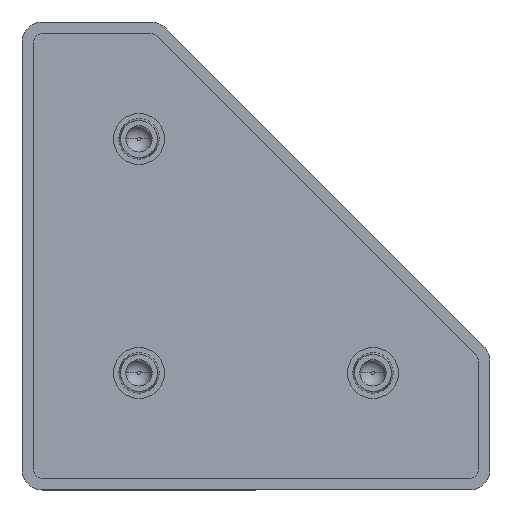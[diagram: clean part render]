
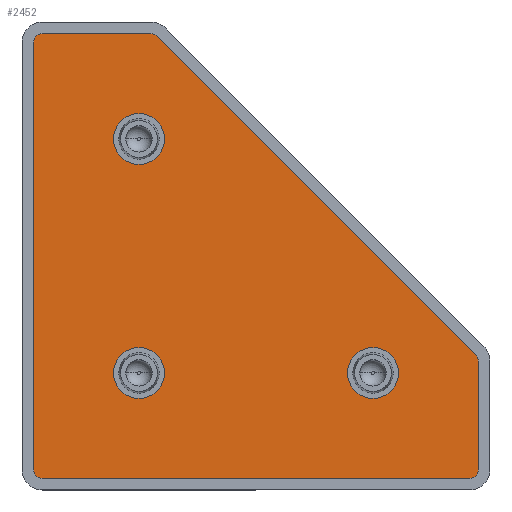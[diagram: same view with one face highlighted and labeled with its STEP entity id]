
A CAD part, top view. The second image highlights one B-rep face of the part: STEP entity #2452.
In plain terms, the highlighted planar face has unit normal (0, 0, 1).
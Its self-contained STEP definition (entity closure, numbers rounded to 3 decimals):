
#1 = CARTESIAN_POINT ( 'NONE',  ( -20., -20., -2. ) ) ;
#6 = AXIS2_PLACEMENT_3D ( 'NONE', #701, #1490, #936 ) ;
#8 = VERTEX_POINT ( 'NONE', #1945 ) ;
#17 = VECTOR ( 'NONE', #860, 1000. ) ;
#44 = AXIS2_PLACEMENT_3D ( 'NONE', #1, #582, #186 ) ;
#70 = EDGE_CURVE ( 'NONE', #876, #2222, #2208, .T. ) ;
#76 = DIRECTION ( 'NONE',  ( 0., 0., 1. ) ) ;
#104 = EDGE_LOOP ( 'NONE', ( #1380, #1603 ) ) ;
#111 = DIRECTION ( 'NONE',  ( 0., 0., -1. ) ) ;
#122 = DIRECTION ( 'NONE',  ( 1., 0., 0. ) ) ;
#186 = DIRECTION ( 'NONE',  ( 1., 0., 0. ) ) ;
#192 = EDGE_CURVE ( 'NONE', #8, #246, #498, .T. ) ;
#229 = EDGE_CURVE ( 'NONE', #2532, #2138, #1747, .T. ) ;
#246 = VERTEX_POINT ( 'NONE', #2510 ) ;
#248 = VECTOR ( 'NONE', #639, 1000. ) ;
#293 = CARTESIAN_POINT ( 'NONE',  ( -16.913, 37.561, -2. ) ) ;
#302 = EDGE_CURVE ( 'NONE', #457, #8, #1664, .T. ) ;
#317 = CARTESIAN_POINT ( 'NONE',  ( 38., -17.974, -2. ) ) ;
#320 = ORIENTED_EDGE ( 'NONE', *, *, #2316, .T. ) ;
#360 = DIRECTION ( 'NONE',  ( 0., 0., -1. ) ) ;
#367 = VERTEX_POINT ( 'NONE', #1280 ) ;
#375 = EDGE_CURVE ( 'NONE', #398, #2493, #931, .T. ) ;
#382 = AXIS2_PLACEMENT_3D ( 'NONE', #1676, #1425, #1054 ) ;
#398 = VERTEX_POINT ( 'NONE', #317 ) ;
#401 = DIRECTION ( 'NONE',  ( -0.707, 0.707, 0. ) ) ;
#457 = VERTEX_POINT ( 'NONE', #293 ) ;
#461 = LINE ( 'NONE', #1028, #248 ) ;
#498 = LINE ( 'NONE', #1267, #1662 ) ;
#500 = CARTESIAN_POINT ( 'NONE',  ( 36.5, -17.974, -2. ) ) ;
#514 = PLANE ( 'NONE',  #822 ) ;
#535 = CARTESIAN_POINT ( 'NONE',  ( -17.974, 36.5, -2. ) ) ;
#555 = CARTESIAN_POINT ( 'NONE',  ( -20., 20., -2. ) ) ;
#562 = ORIENTED_EDGE ( 'NONE', *, *, #1740, .T. ) ;
#582 = DIRECTION ( 'NONE',  ( 0., 0., -1. ) ) ;
#585 = EDGE_CURVE ( 'NONE', #2153, #1515, #2132, .T. ) ;
#596 = ORIENTED_EDGE ( 'NONE', *, *, #740, .T. ) ;
#602 = CARTESIAN_POINT ( 'NONE',  ( -36.5, -36.5, -2. ) ) ;
#626 = DIRECTION ( 'NONE',  ( -1., 0., 0. ) ) ;
#639 = DIRECTION ( 'NONE',  ( 0., -1., 0. ) ) ;
#675 = CARTESIAN_POINT ( 'NONE',  ( 38., -36.5, -2. ) ) ;
#701 = CARTESIAN_POINT ( 'NONE',  ( -36.5, 36.5, -2. ) ) ;
#717 = CIRCLE ( 'NONE', #2497, 4.35 ) ;
#727 = AXIS2_PLACEMENT_3D ( 'NONE', #2113, #2537, #2104 ) ;
#737 = ORIENTED_EDGE ( 'NONE', *, *, #1413, .T. ) ;
#740 = EDGE_CURVE ( 'NONE', #246, #998, #1100, .T. ) ;
#793 = EDGE_LOOP ( 'NONE', ( #2148, #596, #562, #1486, #737, #2320, #320, #2134, #2019, #948 ) ) ;
#794 = EDGE_LOOP ( 'NONE', ( #1073, #1342 ) ) ;
#811 = CIRCLE ( 'NONE', #1092, 4.35 ) ;
#816 = DIRECTION ( 'NONE',  ( 1., 0., 0. ) ) ;
#822 = AXIS2_PLACEMENT_3D ( 'NONE', #1528, #2478, #1322 ) ;
#860 = DIRECTION ( 'NONE',  ( 0., 1., 0. ) ) ;
#876 = VERTEX_POINT ( 'NONE', #1898 ) ;
#910 = EDGE_CURVE ( 'NONE', #2138, #2532, #811, .T. ) ;
#928 = VERTEX_POINT ( 'NONE', #1712 ) ;
#931 = CIRCLE ( 'NONE', #1340, 1.5 ) ;
#936 = DIRECTION ( 'NONE',  ( -1., 0., 0. ) ) ;
#948 = ORIENTED_EDGE ( 'NONE', *, *, #302, .T. ) ;
#951 = DIRECTION ( 'NONE',  ( 0., 0., 1. ) ) ;
#998 = VERTEX_POINT ( 'NONE', #2362 ) ;
#1002 = LINE ( 'NONE', #1565, #2170 ) ;
#1003 = DIRECTION ( 'NONE',  ( 0., 0., -1. ) ) ;
#1026 = CARTESIAN_POINT ( 'NONE',  ( -24.35, -20., -2. ) ) ;
#1028 = CARTESIAN_POINT ( 'NONE',  ( -38., 36.5, -2. ) ) ;
#1054 = DIRECTION ( 'NONE',  ( -1., 0., 0. ) ) ;
#1073 = ORIENTED_EDGE ( 'NONE', *, *, #1772, .T. ) ;
#1092 = AXIS2_PLACEMENT_3D ( 'NONE', #1289, #360, #2088 ) ;
#1093 = CARTESIAN_POINT ( 'NONE',  ( -36.5, -38., -2. ) ) ;
#1100 = CIRCLE ( 'NONE', #6, 1.5 ) ;
#1113 = EDGE_LOOP ( 'NONE', ( #1207, #1321 ) ) ;
#1135 = FACE_BOUND ( 'NONE', #104, .T. ) ;
#1166 = AXIS2_PLACEMENT_3D ( 'NONE', #2400, #1003, #816 ) ;
#1207 = ORIENTED_EDGE ( 'NONE', *, *, #229, .T. ) ;
#1254 = AXIS2_PLACEMENT_3D ( 'NONE', #535, #951, #1306 ) ;
#1267 = CARTESIAN_POINT ( 'NONE',  ( -17.974, 38., -2. ) ) ;
#1280 = CARTESIAN_POINT ( 'NONE',  ( 36.5, -38., -2. ) ) ;
#1289 = CARTESIAN_POINT ( 'NONE',  ( 20., -20., -2. ) ) ;
#1306 = DIRECTION ( 'NONE',  ( -1., 0., 0. ) ) ;
#1310 = CARTESIAN_POINT ( 'NONE',  ( 37.561, -16.913, -2. ) ) ;
#1311 = EDGE_CURVE ( 'NONE', #2493, #457, #1002, .T. ) ;
#1321 = ORIENTED_EDGE ( 'NONE', *, *, #910, .T. ) ;
#1322 = DIRECTION ( 'NONE',  ( 1., 0., 0. ) ) ;
#1340 = AXIS2_PLACEMENT_3D ( 'NONE', #500, #2066, #2438 ) ;
#1342 = ORIENTED_EDGE ( 'NONE', *, *, #1530, .T. ) ;
#1364 = CARTESIAN_POINT ( 'NONE',  ( -36.5, -38., -2. ) ) ;
#1380 = ORIENTED_EDGE ( 'NONE', *, *, #70, .T. ) ;
#1400 = CARTESIAN_POINT ( 'NONE',  ( -15.65, 20., -2. ) ) ;
#1413 = EDGE_CURVE ( 'NONE', #1515, #367, #2398, .T. ) ;
#1425 = DIRECTION ( 'NONE',  ( 0., 0., 1. ) ) ;
#1478 = CIRCLE ( 'NONE', #382, 1.5 ) ;
#1485 = CARTESIAN_POINT ( 'NONE',  ( -20., -20., -2. ) ) ;
#1486 = ORIENTED_EDGE ( 'NONE', *, *, #585, .T. ) ;
#1488 = VERTEX_POINT ( 'NONE', #2058 ) ;
#1490 = DIRECTION ( 'NONE',  ( 0., 0., 1. ) ) ;
#1511 = AXIS2_PLACEMENT_3D ( 'NONE', #602, #76, #626 ) ;
#1515 = VERTEX_POINT ( 'NONE', #1364 ) ;
#1528 = CARTESIAN_POINT ( 'NONE',  ( -6.84, -6.84, -2. ) ) ;
#1530 = EDGE_CURVE ( 'NONE', #928, #2190, #717, .T. ) ;
#1565 = CARTESIAN_POINT ( 'NONE',  ( 37.561, -16.913, -2. ) ) ;
#1580 = EDGE_CURVE ( 'NONE', #2222, #876, #2374, .T. ) ;
#1603 = ORIENTED_EDGE ( 'NONE', *, *, #1580, .T. ) ;
#1645 = LINE ( 'NONE', #675, #17 ) ;
#1662 = VECTOR ( 'NONE', #2065, 1000. ) ;
#1664 = CIRCLE ( 'NONE', #1254, 1.5 ) ;
#1676 = CARTESIAN_POINT ( 'NONE',  ( 36.5, -36.5, -2. ) ) ;
#1712 = CARTESIAN_POINT ( 'NONE',  ( -24.35, 20., -2. ) ) ;
#1718 = DIRECTION ( 'NONE',  ( 1., 0., 0. ) ) ;
#1725 = FACE_BOUND ( 'NONE', #794, .T. ) ;
#1740 = EDGE_CURVE ( 'NONE', #998, #2153, #461, .T. ) ;
#1747 = CIRCLE ( 'NONE', #727, 4.35 ) ;
#1772 = EDGE_CURVE ( 'NONE', #2190, #928, #1954, .T. ) ;
#1898 = CARTESIAN_POINT ( 'NONE',  ( -15.65, -20., -2. ) ) ;
#1905 = FACE_BOUND ( 'NONE', #1113, .T. ) ;
#1939 = CARTESIAN_POINT ( 'NONE',  ( 15.65, -20., -2. ) ) ;
#1944 = CARTESIAN_POINT ( 'NONE',  ( 24.35, -20., -2. ) ) ;
#1945 = CARTESIAN_POINT ( 'NONE',  ( -17.974, 38., -2. ) ) ;
#1954 = CIRCLE ( 'NONE', #1166, 4.35 ) ;
#1968 = CARTESIAN_POINT ( 'NONE',  ( -38., -36.5, -2. ) ) ;
#2000 = EDGE_CURVE ( 'NONE', #367, #1488, #1478, .T. ) ;
#2019 = ORIENTED_EDGE ( 'NONE', *, *, #1311, .T. ) ;
#2058 = CARTESIAN_POINT ( 'NONE',  ( 38., -36.5, -2. ) ) ;
#2065 = DIRECTION ( 'NONE',  ( -1., 0., 0. ) ) ;
#2066 = DIRECTION ( 'NONE',  ( 0., 0., 1. ) ) ;
#2088 = DIRECTION ( 'NONE',  ( -1., 0., 0. ) ) ;
#2091 = DIRECTION ( 'NONE',  ( 1., 0., 0. ) ) ;
#2104 = DIRECTION ( 'NONE',  ( -1., 0., 0. ) ) ;
#2112 = DIRECTION ( 'NONE',  ( 0., 0., -1. ) ) ;
#2113 = CARTESIAN_POINT ( 'NONE',  ( 20., -20., -2. ) ) ;
#2120 = VECTOR ( 'NONE', #122, 1000. ) ;
#2132 = CIRCLE ( 'NONE', #1511, 1.5 ) ;
#2134 = ORIENTED_EDGE ( 'NONE', *, *, #375, .T. ) ;
#2138 = VERTEX_POINT ( 'NONE', #1944 ) ;
#2148 = ORIENTED_EDGE ( 'NONE', *, *, #192, .T. ) ;
#2153 = VERTEX_POINT ( 'NONE', #1968 ) ;
#2170 = VECTOR ( 'NONE', #401, 1000. ) ;
#2190 = VERTEX_POINT ( 'NONE', #1400 ) ;
#2204 = AXIS2_PLACEMENT_3D ( 'NONE', #1485, #111, #2091 ) ;
#2208 = CIRCLE ( 'NONE', #44, 4.35 ) ;
#2222 = VERTEX_POINT ( 'NONE', #1026 ) ;
#2315 = FACE_OUTER_BOUND ( 'NONE', #793, .T. ) ;
#2316 = EDGE_CURVE ( 'NONE', #1488, #398, #1645, .T. ) ;
#2320 = ORIENTED_EDGE ( 'NONE', *, *, #2000, .T. ) ;
#2362 = CARTESIAN_POINT ( 'NONE',  ( -38., 36.5, -2. ) ) ;
#2374 = CIRCLE ( 'NONE', #2204, 4.35 ) ;
#2398 = LINE ( 'NONE', #1093, #2120 ) ;
#2400 = CARTESIAN_POINT ( 'NONE',  ( -20., 20., -2. ) ) ;
#2438 = DIRECTION ( 'NONE',  ( -1., 0., 0. ) ) ;
#2452 = ADVANCED_FACE ( 'NONE', ( #1725, #1135, #1905, #2315 ), #514, .T. ) ;
#2478 = DIRECTION ( 'NONE',  ( 0., 0., 1. ) ) ;
#2493 = VERTEX_POINT ( 'NONE', #1310 ) ;
#2497 = AXIS2_PLACEMENT_3D ( 'NONE', #555, #2112, #1718 ) ;
#2510 = CARTESIAN_POINT ( 'NONE',  ( -36.5, 38., -2. ) ) ;
#2532 = VERTEX_POINT ( 'NONE', #1939 ) ;
#2537 = DIRECTION ( 'NONE',  ( 0., 0., -1. ) ) ;
